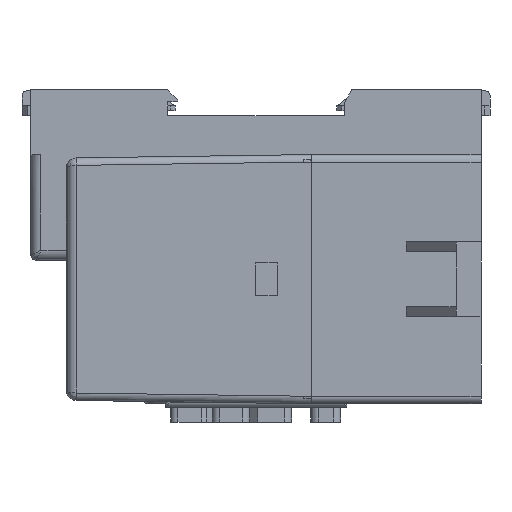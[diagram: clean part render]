
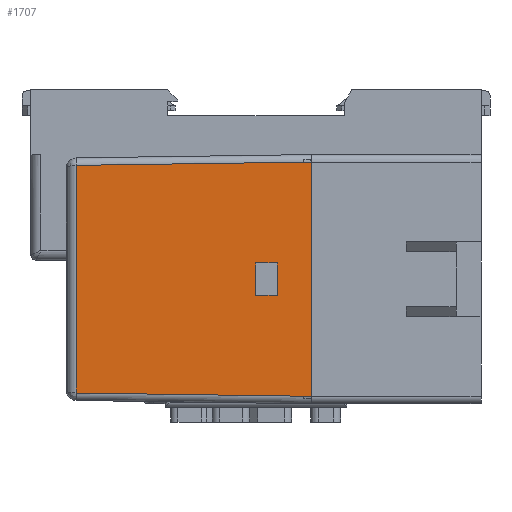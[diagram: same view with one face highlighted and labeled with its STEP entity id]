
A CAD part, left-side view. The second image highlights one B-rep face of the part: STEP entity #1707.
In plain terms, the highlighted face is planar.
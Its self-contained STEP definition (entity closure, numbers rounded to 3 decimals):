
#69 = DIRECTION ( 'NONE',  ( 0.014, 0.014, 1. ) ) ;
#207 = VECTOR ( 'NONE', #69, 1000. ) ;
#210 = EDGE_CURVE ( 'NONE', #4302, #9431, #14784, .T. ) ;
#769 = CARTESIAN_POINT ( 'NONE',  ( -49.844, -25., 47.7 ) ) ;
#1038 = LINE ( 'NONE', #16322, #9258 ) ;
#1149 = CARTESIAN_POINT ( 'NONE',  ( -49.341, 22.841, 83.728 ) ) ;
#1258 = ORIENTED_EDGE ( 'NONE', *, *, #1460, .F. ) ;
#1331 = VERTEX_POINT ( 'NONE', #4030 ) ;
#1460 = EDGE_CURVE ( 'NONE', #9054, #3779, #19331, .T. ) ;
#1464 = EDGE_CURVE ( 'NONE', #4928, #1331, #2320, .T. ) ;
#1707 = ADVANCED_FACE ( 'NONE', ( #12906, #4856 ), #18726, .T. ) ;
#1753 = CARTESIAN_POINT ( 'NONE',  ( -49.845, 3.25, 47.6 ) ) ;
#1894 = VECTOR ( 'NONE', #13957, 1000. ) ;
#2292 = ORIENTED_EDGE ( 'NONE', *, *, #2494, .T. ) ;
#2320 = LINE ( 'NONE', #769, #10519 ) ;
#2494 = EDGE_CURVE ( 'NONE', #5367, #4302, #5127, .T. ) ;
#2677 = CARTESIAN_POINT ( 'NONE',  ( -49.844, 3.25, 47.7 ) ) ;
#3648 = EDGE_LOOP ( 'NONE', ( #19780, #4406, #2292, #19828 ) ) ;
#3779 = VERTEX_POINT ( 'NONE', #18520 ) ;
#4030 = CARTESIAN_POINT ( 'NONE',  ( -49.844, -3.25, 47.7 ) ) ;
#4302 = VERTEX_POINT ( 'NONE', #11733 ) ;
#4406 = ORIENTED_EDGE ( 'NONE', *, *, #5897, .T. ) ;
#4856 = FACE_BOUND ( 'NONE', #16093, .T. ) ;
#4928 = VERTEX_POINT ( 'NONE', #2677 ) ;
#5127 = LINE ( 'NONE', #8799, #9520 ) ;
#5272 = DIRECTION ( 'NONE',  ( 0., -1., 0. ) ) ;
#5367 = VERTEX_POINT ( 'NONE', #1149 ) ;
#5897 = EDGE_CURVE ( 'NONE', #17692, #5367, #19555, .T. ) ;
#6403 = CARTESIAN_POINT ( 'NONE',  ( -49.904, 3.1, 43.4 ) ) ;
#7224 = CARTESIAN_POINT ( 'NONE',  ( -49.904, 3.25, 43.4 ) ) ;
#8159 = EDGE_CURVE ( 'NONE', #9431, #17692, #13584, .T. ) ;
#8799 = CARTESIAN_POINT ( 'NONE',  ( -49.991, 23.491, 37.177 ) ) ;
#8877 = DIRECTION ( 'NONE',  ( -0.014, 0.014, -1. ) ) ;
#9054 = VERTEX_POINT ( 'NONE', #7224 ) ;
#9252 = DIRECTION ( 'NONE',  ( 0., 1., 0. ) ) ;
#9258 = VECTOR ( 'NONE', #17889, 1000. ) ;
#9431 = VERTEX_POINT ( 'NONE', #9900 ) ;
#9520 = VECTOR ( 'NONE', #8877, 1000. ) ;
#9900 = CARTESIAN_POINT ( 'NONE',  ( -50., -23.5, 36.5 ) ) ;
#10519 = VECTOR ( 'NONE', #5272, 1000. ) ;
#11183 = AXIS2_PLACEMENT_3D ( 'NONE', #18750, #18706, #18690 ) ;
#11349 = ORIENTED_EDGE ( 'NONE', *, *, #1464, .T. ) ;
#11418 = CARTESIAN_POINT ( 'NONE',  ( -49.341, -25., 83.728 ) ) ;
#11733 = CARTESIAN_POINT ( 'NONE',  ( -50., 23.5, 36.5 ) ) ;
#12709 = EDGE_CURVE ( 'NONE', #3779, #1331, #1038, .T. ) ;
#12906 = FACE_OUTER_BOUND ( 'NONE', #3648, .T. ) ;
#13584 = LINE ( 'NONE', #19432, #207 ) ;
#13731 = EDGE_CURVE ( 'NONE', #9054, #4928, #19484, .T. ) ;
#13957 = DIRECTION ( 'NONE',  ( 0., -1., 0. ) ) ;
#14784 = LINE ( 'NONE', #19333, #1894 ) ;
#15032 = CARTESIAN_POINT ( 'NONE',  ( -49.341, -22.841, 83.728 ) ) ;
#15379 = VECTOR ( 'NONE', #19362, 1000. ) ;
#15446 = VECTOR ( 'NONE', #9252, 1000. ) ;
#16093 = EDGE_LOOP ( 'NONE', ( #19121, #11349, #17925, #1258 ) ) ;
#16322 = CARTESIAN_POINT ( 'NONE',  ( -49.845, -3.25, 47.6 ) ) ;
#17692 = VERTEX_POINT ( 'NONE', #15032 ) ;
#17889 = DIRECTION ( 'NONE',  ( 0.014, 0., 1. ) ) ;
#17925 = ORIENTED_EDGE ( 'NONE', *, *, #12709, .F. ) ;
#18520 = CARTESIAN_POINT ( 'NONE',  ( -49.904, -3.25, 43.4 ) ) ;
#18690 = DIRECTION ( 'NONE',  ( 0., -1., 0. ) ) ;
#18706 = DIRECTION ( 'NONE',  ( -1., 0., 0.014 ) ) ;
#18726 = PLANE ( 'NONE',  #11183 ) ;
#18750 = CARTESIAN_POINT ( 'NONE',  ( -50., -25., 36.5 ) ) ;
#18852 = VECTOR ( 'NONE', #19433, 1000. ) ;
#19121 = ORIENTED_EDGE ( 'NONE', *, *, #13731, .T. ) ;
#19331 = LINE ( 'NONE', #6403, #18852 ) ;
#19333 = CARTESIAN_POINT ( 'NONE',  ( -50., -25., 36.5 ) ) ;
#19362 = DIRECTION ( 'NONE',  ( 0.014, 0., 1. ) ) ;
#19432 = CARTESIAN_POINT ( 'NONE',  ( -50., -23.5, 36.479 ) ) ;
#19433 = DIRECTION ( 'NONE',  ( 0., -1., 0. ) ) ;
#19484 = LINE ( 'NONE', #1753, #15379 ) ;
#19555 = LINE ( 'NONE', #11418, #15446 ) ;
#19780 = ORIENTED_EDGE ( 'NONE', *, *, #8159, .T. ) ;
#19828 = ORIENTED_EDGE ( 'NONE', *, *, #210, .T. ) ;
